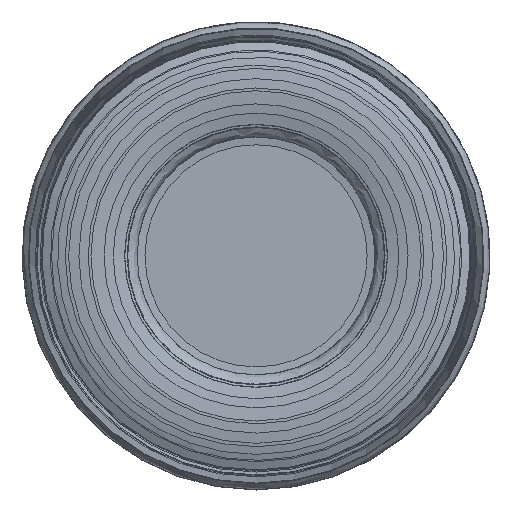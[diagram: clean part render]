
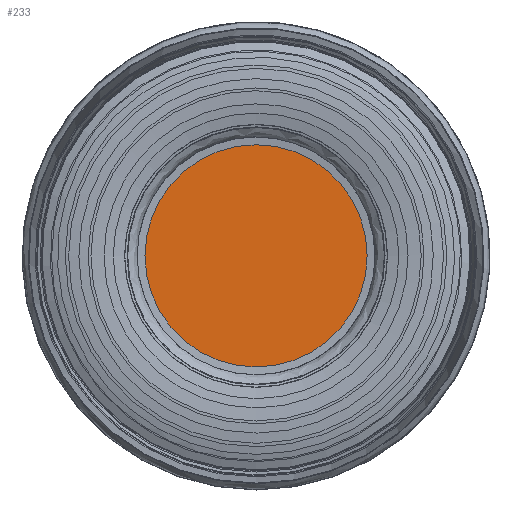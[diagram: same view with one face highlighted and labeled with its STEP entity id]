
A CAD part, left-side view. The second image highlights one B-rep face of the part: STEP entity #233.
In plain terms, the highlighted planar face has unit normal (-1, 0, 0).
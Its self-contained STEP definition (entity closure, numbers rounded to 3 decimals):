
#128=PLANE('',#965);
#139=FACE_OUTER_BOUND('',#559,.T.);
#233=ADVANCED_FACE('',(#139),#128,.F.);
#559=EDGE_LOOP('',(#705));
#705=ORIENTED_EDGE('',*,*,#843,.T.);
#770=VERTEX_POINT('',#1652);
#843=EDGE_CURVE('',#770,#770,#891,.T.);
#891=CIRCLE('',#963,6.034);
#963=AXIS2_PLACEMENT_3D('',#1651,#1162,#1163);
#965=AXIS2_PLACEMENT_3D('',#1654,#1166,#1167);
#1162=DIRECTION('',(-1.,0.,0.));
#1163=DIRECTION('',(0.,0.,-1.));
#1166=DIRECTION('',(1.,0.,0.));
#1167=DIRECTION('',(0.,0.,-1.));
#1651=CARTESIAN_POINT('',(1.004,0.,0.));
#1652=CARTESIAN_POINT('',(1.004,0.,-6.034));
#1654=CARTESIAN_POINT('',(1.004,0.,0.));
